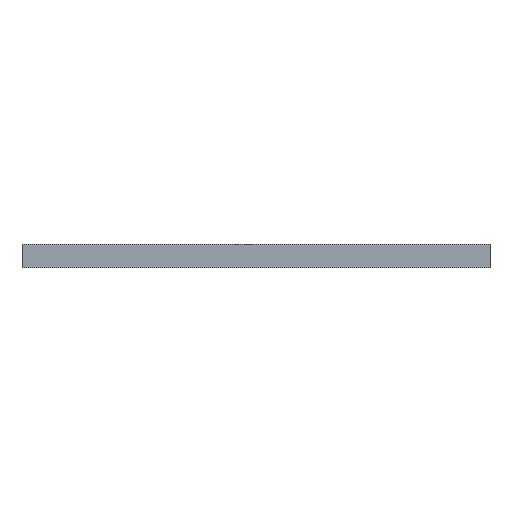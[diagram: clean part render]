
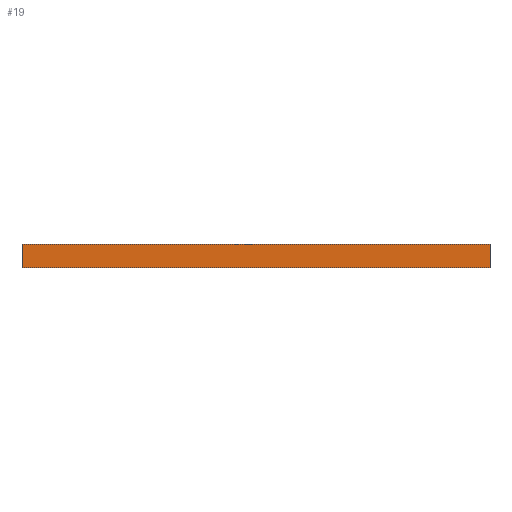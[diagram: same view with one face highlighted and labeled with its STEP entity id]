
A CAD part, front view. The second image highlights one B-rep face of the part: STEP entity #19.
In plain terms, the highlighted planar face has unit normal (0, -1, 0).
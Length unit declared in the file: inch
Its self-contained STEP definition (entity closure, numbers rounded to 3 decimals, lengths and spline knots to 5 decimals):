
#19 = ADVANCED_FACE ( 'NONE', ( #1983 ), #3579, .T. ) ;
#435 = VERTEX_POINT ( 'NONE', #499 ) ;
#499 = CARTESIAN_POINT ( 'NONE',  ( -0.59055, -0.59055, -0.03937 ) ) ;
#835 = ORIENTED_EDGE ( 'NONE', *, *, #3258, .T. ) ;
#848 = ORIENTED_EDGE ( 'NONE', *, *, #1405, .F. ) ;
#859 = DIRECTION ( 'NONE',  ( 1., 0., 0. ) ) ;
#1010 = VECTOR ( 'NONE', #1579, 39.37008 ) ;
#1083 = LINE ( 'NONE', #1106, #3001 ) ;
#1106 = CARTESIAN_POINT ( 'NONE',  ( -0.59055, -0.59055, -0.03937 ) ) ;
#1109 = LINE ( 'NONE', #2340, #3523 ) ;
#1155 = DIRECTION ( 'NONE',  ( 1., 0., 0. ) ) ;
#1380 = CARTESIAN_POINT ( 'NONE',  ( -0.59055, -0.59055, 0.01969 ) ) ;
#1405 = EDGE_CURVE ( 'NONE', #435, #2632, #3121, .T. ) ;
#1544 = EDGE_CURVE ( 'NONE', #2284, #1568, #1109, .T. ) ;
#1568 = VERTEX_POINT ( 'NONE', #2890 ) ;
#1579 = DIRECTION ( 'NONE',  ( 1., 0., 0. ) ) ;
#1608 = ORIENTED_EDGE ( 'NONE', *, *, #1544, .T. ) ;
#1793 = EDGE_LOOP ( 'NONE', ( #848, #835, #1608, #3309 ) ) ;
#1910 = CARTESIAN_POINT ( 'NONE',  ( -0.59055, -0.59055, 0.01969 ) ) ;
#1983 = FACE_OUTER_BOUND ( 'NONE', #1793, .T. ) ;
#2061 = CARTESIAN_POINT ( 'NONE',  ( -0.59055, -0.59055, 0. ) ) ;
#2284 = VERTEX_POINT ( 'NONE', #2299 ) ;
#2299 = CARTESIAN_POINT ( 'NONE',  ( 0.59055, -0.59055, -0.03937 ) ) ;
#2340 = CARTESIAN_POINT ( 'NONE',  ( 0.59055, -0.59055, 0. ) ) ;
#2632 = VERTEX_POINT ( 'NONE', #1380 ) ;
#2658 = DIRECTION ( 'NONE',  ( 0., -1., 0. ) ) ;
#2718 = VECTOR ( 'NONE', #3085, 39.37008 ) ;
#2770 = AXIS2_PLACEMENT_3D ( 'NONE', #2061, #2658, #859 ) ;
#2890 = CARTESIAN_POINT ( 'NONE',  ( 0.59055, -0.59055, 0.01969 ) ) ;
#2918 = EDGE_CURVE ( 'NONE', #2632, #1568, #3343, .T. ) ;
#3001 = VECTOR ( 'NONE', #1155, 39.37008 ) ;
#3085 = DIRECTION ( 'NONE',  ( 0., 0., 1. ) ) ;
#3121 = LINE ( 'NONE', #3639, #2718 ) ;
#3258 = EDGE_CURVE ( 'NONE', #435, #2284, #1083, .T. ) ;
#3309 = ORIENTED_EDGE ( 'NONE', *, *, #2918, .F. ) ;
#3343 = LINE ( 'NONE', #1910, #1010 ) ;
#3523 = VECTOR ( 'NONE', #3753, 39.37008 ) ;
#3579 = PLANE ( 'NONE',  #2770 ) ;
#3639 = CARTESIAN_POINT ( 'NONE',  ( -0.59055, -0.59055, 0. ) ) ;
#3753 = DIRECTION ( 'NONE',  ( 0., 0., 1. ) ) ;
